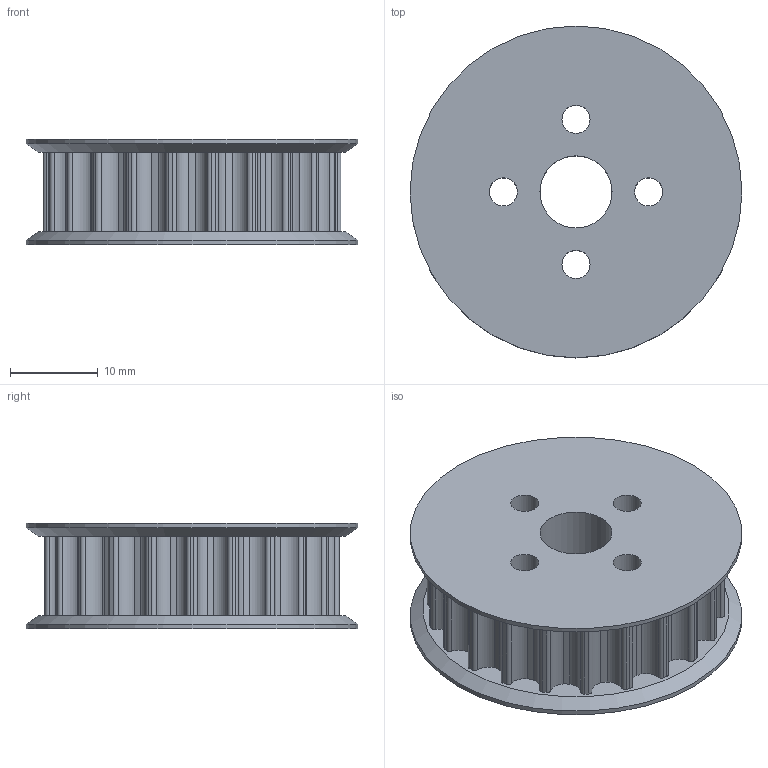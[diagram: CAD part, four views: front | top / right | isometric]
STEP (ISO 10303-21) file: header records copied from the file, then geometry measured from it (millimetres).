
FILE_DESCRIPTION(/* description */ ('STEP AP242 Edition 2'),/* implementation_level */ '2;1');
FILE_NAME(/* name */ '',/* time_stamp */ '2025-12-16T19:09:10+03:00',/* author */ ('Phantom'),/* organization */ (''),/* preprocessor_version */ 'ST-DEVELOPER v20.1',/* originating_system */ 'Autodesk Inventor 2026',/* authorisation */ ' ');
FILE_SCHEMA (('AUTOMOTIVE_DESIGN { 1 0 10303 214 3 1 1 }'));
Length unit declared in the file: millimetre
Products named in the file (1): HTD Pulley
Bounding box: 37.73 x 37.73 x 12 mm (x, y, z)
Volume: 9170.5 mm3; surface area: 5065.3 mm2
Topology: 1 solids, 1 shells, 148 faces, 432 edges, 288 vertices
Faces by surface type: cylinder 142, plane 4, cone 2
Full cylindrical faces by diameter (mm): 3.2 x4, 8.2 x1, 37.727 x2
Entity records: 5156 total; most frequent: DIRECTION 1018, CARTESIAN_POINT 869, ORIENTED_EDGE 864, AXIS2_PLACEMENT_3D 437, EDGE_CURVE 432, CIRCLE 288, VERTEX_POINT 288, EDGE_LOOP 160
